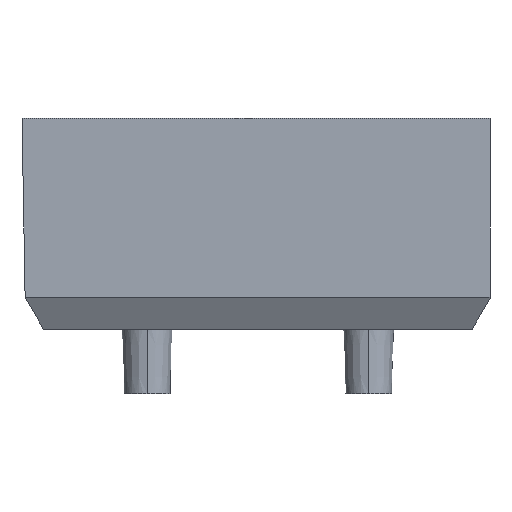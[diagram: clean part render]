
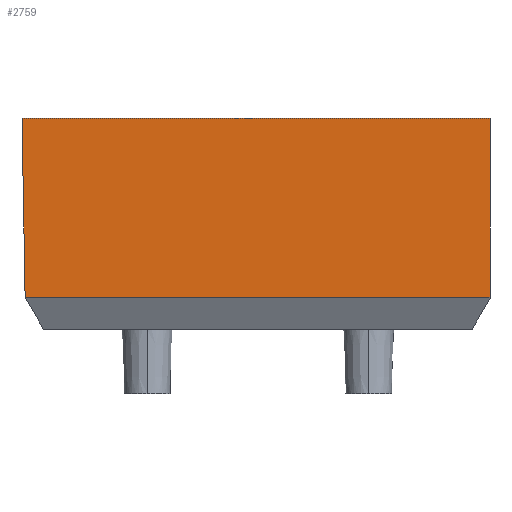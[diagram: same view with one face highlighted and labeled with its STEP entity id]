
A CAD part, left-side view. The second image highlights one B-rep face of the part: STEP entity #2759.
In plain terms, the highlighted planar face has unit normal (-1, 0, -0.018).
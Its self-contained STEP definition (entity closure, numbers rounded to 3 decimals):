
#431 = CARTESIAN_POINT ( 'NONE',  ( -80.779, 650.779, 44.651 ) ) ;
#718 = CARTESIAN_POINT ( 'NONE',  ( -85.149, 0., 295. ) ) ;
#1087 = DIRECTION ( 'NONE',  ( 0.017, 0., -1. ) ) ;
#1130 = ORIENTED_EDGE ( 'NONE', *, *, #13176, .F. ) ;
#1371 = CARTESIAN_POINT ( 'NONE',  ( -85.149, 655.149, 295. ) ) ;
#2024 = LINE ( 'NONE', #718, #8929 ) ;
#2253 = AXIS2_PLACEMENT_3D ( 'NONE', #9194, #10573, #2324 ) ;
#2324 = DIRECTION ( 'NONE',  ( -0.017, 0., 1. ) ) ;
#2673 = CARTESIAN_POINT ( 'NONE',  ( -80.779, 0., 44.651 ) ) ;
#2759 = ADVANCED_FACE ( 'NONE', ( #12075 ), #17475, .T. ) ;
#4183 = VERTEX_POINT ( 'NONE', #2673 ) ;
#4500 = VECTOR ( 'NONE', #9655, 1000. ) ;
#4826 = EDGE_LOOP ( 'NONE', ( #7970, #10122, #13914, #1130 ) ) ;
#6354 = EDGE_CURVE ( 'NONE', #14075, #4183, #15932, .T. ) ;
#7326 = VERTEX_POINT ( 'NONE', #1371 ) ;
#7638 = LINE ( 'NONE', #17682, #14575 ) ;
#7970 = ORIENTED_EDGE ( 'NONE', *, *, #17853, .T. ) ;
#8510 = CARTESIAN_POINT ( 'NONE',  ( -85.149, 0., 295. ) ) ;
#8929 = VECTOR ( 'NONE', #13160, 1000. ) ;
#9194 = CARTESIAN_POINT ( 'NONE',  ( -80., 0., 0. ) ) ;
#9208 = VECTOR ( 'NONE', #11386, 1000. ) ;
#9655 = DIRECTION ( 'NONE',  ( 0., -1., 0. ) ) ;
#9821 = EDGE_CURVE ( 'NONE', #17798, #4183, #7638, .T. ) ;
#9995 = CARTESIAN_POINT ( 'NONE',  ( -79.802, 649.802, -11.339 ) ) ;
#10122 = ORIENTED_EDGE ( 'NONE', *, *, #6354, .T. ) ;
#10573 = DIRECTION ( 'NONE',  ( -1., 0., -0.017 ) ) ;
#11386 = DIRECTION ( 'NONE',  ( 0.017, -0.017, -1. ) ) ;
#12075 = FACE_OUTER_BOUND ( 'NONE', #4826, .T. ) ;
#12477 = CARTESIAN_POINT ( 'NONE',  ( -80.779, 650., 44.651 ) ) ;
#13160 = DIRECTION ( 'NONE',  ( 0., -1., 0. ) ) ;
#13176 = EDGE_CURVE ( 'NONE', #7326, #17798, #2024, .T. ) ;
#13914 = ORIENTED_EDGE ( 'NONE', *, *, #9821, .F. ) ;
#14075 = VERTEX_POINT ( 'NONE', #431 ) ;
#14575 = VECTOR ( 'NONE', #1087, 1000. ) ;
#15932 = LINE ( 'NONE', #12477, #4500 ) ;
#16153 = LINE ( 'NONE', #9995, #9208 ) ;
#17475 = PLANE ( 'NONE',  #2253 ) ;
#17682 = CARTESIAN_POINT ( 'NONE',  ( -80.872, 0., 49.985 ) ) ;
#17798 = VERTEX_POINT ( 'NONE', #8510 ) ;
#17853 = EDGE_CURVE ( 'NONE', #7326, #14075, #16153, .T. ) ;
